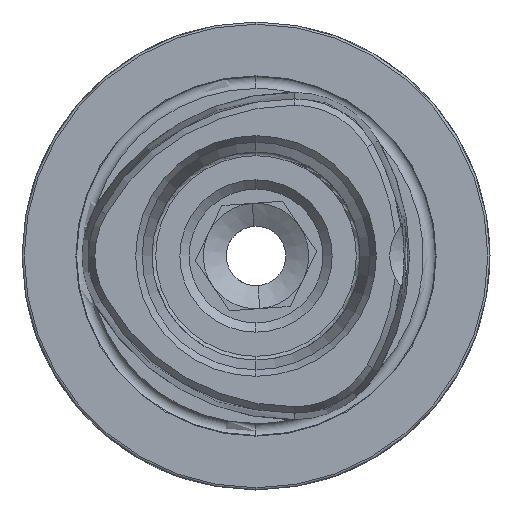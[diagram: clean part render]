
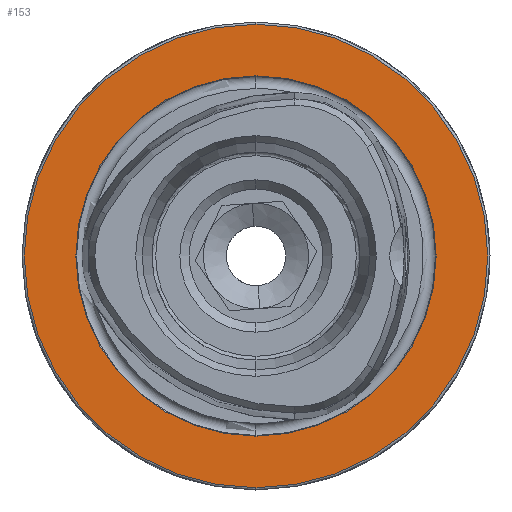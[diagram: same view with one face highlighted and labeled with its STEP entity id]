
A CAD part, left-side view. The second image highlights one B-rep face of the part: STEP entity #153.
In plain terms, the highlighted planar face has unit normal (-1, 0, 0).
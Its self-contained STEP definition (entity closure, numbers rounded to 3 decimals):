
#153 = ADVANCED_FACE ( 'NONE', ( #4260, #4256 ), #2440, .F. ) ;
#1256 = VERTEX_POINT ( 'NONE', #7328 ) ;
#1672 = DIRECTION ( 'NONE',  ( -1., 0., 0. ) ) ;
#1674 = CARTESIAN_POINT ( 'NONE',  ( 0., 0., 0. ) ) ;
#1680 = DIRECTION ( 'NONE',  ( 0., 0., 1. ) ) ;
#1683 = DIRECTION ( 'NONE',  ( -1., 0., 0. ) ) ;
#1684 = CARTESIAN_POINT ( 'NONE',  ( 0., 0., 0. ) ) ;
#1693 = DIRECTION ( 'NONE',  ( 0., 0., 1. ) ) ;
#2060 = CIRCLE ( 'NONE', #6045, 31.2 ) ;
#2068 = CIRCLE ( 'NONE', #6042, 24.25 ) ;
#2373 = CARTESIAN_POINT ( 'NONE',  ( 0., 0., -31.2 ) ) ;
#2437 = DIRECTION ( 'NONE',  ( 0., 0., -1. ) ) ;
#2438 = DIRECTION ( 'NONE',  ( 1., 0., 0. ) ) ;
#2440 = PLANE ( 'NONE',  #7789 ) ;
#2443 = CARTESIAN_POINT ( 'NONE',  ( 0., 24.25, 0. ) ) ;
#2928 = DIRECTION ( 'NONE',  ( 0., 0., 1. ) ) ;
#2929 = DIRECTION ( 'NONE',  ( -1., 0., 0. ) ) ;
#2930 = CARTESIAN_POINT ( 'NONE',  ( 0., 0., 0. ) ) ;
#2938 = DIRECTION ( 'NONE',  ( 0., 0., 1. ) ) ;
#2939 = DIRECTION ( 'NONE',  ( -1., 0., 0. ) ) ;
#2940 = CARTESIAN_POINT ( 'NONE',  ( 0., 0., 0. ) ) ;
#3319 = VERTEX_POINT ( 'NONE', #2373 ) ;
#3407 = EDGE_LOOP ( 'NONE', ( #3645, #3646 ) ) ;
#3487 = EDGE_LOOP ( 'NONE', ( #3647, #3648 ) ) ;
#3645 = ORIENTED_EDGE ( 'NONE', *, *, #6709, .F. ) ;
#3646 = ORIENTED_EDGE ( 'NONE', *, *, #6392, .F. ) ;
#3647 = ORIENTED_EDGE ( 'NONE', *, *, #6396, .T. ) ;
#3648 = ORIENTED_EDGE ( 'NONE', *, *, #6787, .T. ) ;
#4035 = CIRCLE ( 'NONE', #6202, 31.2 ) ;
#4087 = CIRCLE ( 'NONE', #6169, 24.25 ) ;
#4256 = FACE_OUTER_BOUND ( 'NONE', #3487, .T. ) ;
#4260 = FACE_BOUND ( 'NONE', #3407, .T. ) ;
#5081 = CARTESIAN_POINT ( 'NONE',  ( 0., 0., 24.25 ) ) ;
#5093 = CARTESIAN_POINT ( 'NONE',  ( 0., 0., -24.25 ) ) ;
#5991 = VERTEX_POINT ( 'NONE', #5093 ) ;
#6011 = VERTEX_POINT ( 'NONE', #5081 ) ;
#6042 = AXIS2_PLACEMENT_3D ( 'NONE', #2940, #2939, #2938 ) ;
#6045 = AXIS2_PLACEMENT_3D ( 'NONE', #2930, #2929, #2928 ) ;
#6169 = AXIS2_PLACEMENT_3D ( 'NONE', #1674, #1672, #1693 ) ;
#6202 = AXIS2_PLACEMENT_3D ( 'NONE', #1684, #1683, #1680 ) ;
#6392 = EDGE_CURVE ( 'NONE', #5991, #6011, #2068, .T. ) ;
#6396 = EDGE_CURVE ( 'NONE', #1256, #3319, #2060, .T. ) ;
#6709 = EDGE_CURVE ( 'NONE', #6011, #5991, #4087, .T. ) ;
#6787 = EDGE_CURVE ( 'NONE', #3319, #1256, #4035, .T. ) ;
#7328 = CARTESIAN_POINT ( 'NONE',  ( 0., 0., 31.2 ) ) ;
#7789 = AXIS2_PLACEMENT_3D ( 'NONE', #2443, #2438, #2437 ) ;
